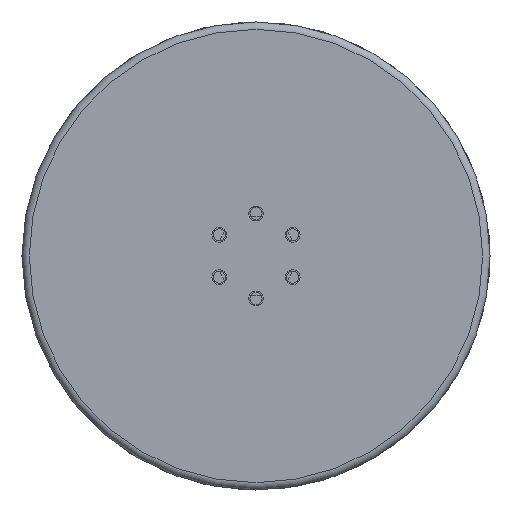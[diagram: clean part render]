
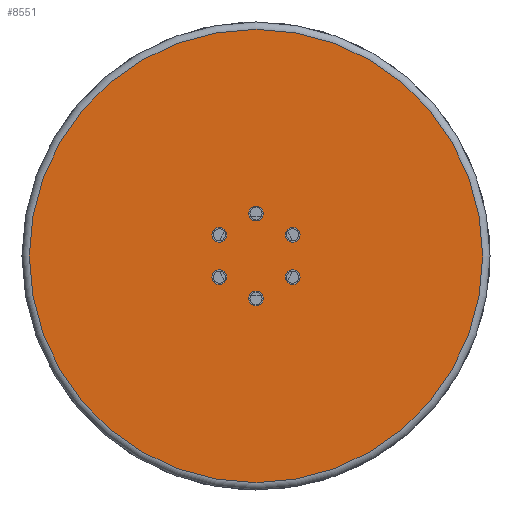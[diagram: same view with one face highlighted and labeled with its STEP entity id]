
A CAD part, front view. The second image highlights one B-rep face of the part: STEP entity #8551.
In plain terms, the highlighted planar face has unit normal (0, -1, 0).
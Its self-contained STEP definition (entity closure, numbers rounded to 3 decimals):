
#757=FACE_BOUND('',#2629,.T.);
#758=FACE_BOUND('',#2630,.T.);
#759=FACE_BOUND('',#2631,.T.);
#760=FACE_BOUND('',#2632,.T.);
#761=FACE_BOUND('',#2633,.T.);
#762=FACE_BOUND('',#2634,.T.);
#859=PLANE('',#9110);
#2173=FACE_OUTER_BOUND('',#2628,.T.);
#2628=EDGE_LOOP('',(#6048));
#2629=EDGE_LOOP('',(#6049));
#2630=EDGE_LOOP('',(#6050));
#2631=EDGE_LOOP('',(#6051));
#2632=EDGE_LOOP('',(#6052));
#2633=EDGE_LOOP('',(#6053));
#2634=EDGE_LOOP('',(#6054));
#3185=CIRCLE('',#9105,61.5);
#3189=CIRCLE('',#9111,2.);
#3190=CIRCLE('',#9112,2.);
#3191=CIRCLE('',#9113,2.);
#3192=CIRCLE('',#9114,2.);
#3193=CIRCLE('',#9115,2.);
#3194=CIRCLE('',#9116,2.);
#3802=VERTEX_POINT('',#13135);
#3805=VERTEX_POINT('',#13146);
#3806=VERTEX_POINT('',#13148);
#3807=VERTEX_POINT('',#13150);
#3808=VERTEX_POINT('',#13152);
#3809=VERTEX_POINT('',#13154);
#3810=VERTEX_POINT('',#13156);
#4712=EDGE_CURVE('',#3802,#3802,#3185,.T.);
#4717=EDGE_CURVE('',#3805,#3805,#3189,.T.);
#4718=EDGE_CURVE('',#3806,#3806,#3190,.T.);
#4719=EDGE_CURVE('',#3807,#3807,#3191,.T.);
#4720=EDGE_CURVE('',#3808,#3808,#3192,.T.);
#4721=EDGE_CURVE('',#3809,#3809,#3193,.T.);
#4722=EDGE_CURVE('',#3810,#3810,#3194,.T.);
#6048=ORIENTED_EDGE('',*,*,#4712,.F.);
#6049=ORIENTED_EDGE('',*,*,#4717,.F.);
#6050=ORIENTED_EDGE('',*,*,#4718,.F.);
#6051=ORIENTED_EDGE('',*,*,#4719,.F.);
#6052=ORIENTED_EDGE('',*,*,#4720,.F.);
#6053=ORIENTED_EDGE('',*,*,#4721,.F.);
#6054=ORIENTED_EDGE('',*,*,#4722,.F.);
#8551=ADVANCED_FACE('',(#2173,#757,#758,#759,#760,#761,#762),#859,.F.);
#9105=AXIS2_PLACEMENT_3D('',#13137,#10287,#10288);
#9110=AXIS2_PLACEMENT_3D('',#13145,#10298,#10299);
#9111=AXIS2_PLACEMENT_3D('',#13147,#10300,#10301);
#9112=AXIS2_PLACEMENT_3D('',#13149,#10302,#10303);
#9113=AXIS2_PLACEMENT_3D('',#13151,#10304,#10305);
#9114=AXIS2_PLACEMENT_3D('',#13153,#10306,#10307);
#9115=AXIS2_PLACEMENT_3D('',#13155,#10308,#10309);
#9116=AXIS2_PLACEMENT_3D('',#13157,#10310,#10311);
#10287=DIRECTION('center_axis',(0.,1.,0.));
#10288=DIRECTION('ref_axis',(1.,0.,0.));
#10298=DIRECTION('center_axis',(0.,1.,0.));
#10299=DIRECTION('ref_axis',(1.,0.,0.));
#10300=DIRECTION('center_axis',(0.,-1.,0.));
#10301=DIRECTION('ref_axis',(1.,0.,0.));
#10302=DIRECTION('center_axis',(0.,-1.,0.));
#10303=DIRECTION('ref_axis',(1.,0.,0.));
#10304=DIRECTION('center_axis',(0.,-1.,0.));
#10305=DIRECTION('ref_axis',(1.,0.,0.));
#10306=DIRECTION('center_axis',(0.,-1.,0.));
#10307=DIRECTION('ref_axis',(1.,0.,0.));
#10308=DIRECTION('center_axis',(0.,-1.,0.));
#10309=DIRECTION('ref_axis',(1.,0.,0.));
#10310=DIRECTION('center_axis',(0.,-1.,0.));
#10311=DIRECTION('ref_axis',(1.,0.,0.));
#13135=CARTESIAN_POINT('',(0.,112.5,-61.5));
#13137=CARTESIAN_POINT('Origin',(0.,112.5,0.));
#13145=CARTESIAN_POINT('Origin',(0.,112.5,0.));
#13146=CARTESIAN_POINT('',(-2.,112.5,11.5));
#13147=CARTESIAN_POINT('Origin',(0.,112.5,11.5));
#13148=CARTESIAN_POINT('',(-2.,112.5,-11.5));
#13149=CARTESIAN_POINT('Origin',(0.,112.5,-11.5));
#13150=CARTESIAN_POINT('',(-11.959,112.5,5.75));
#13151=CARTESIAN_POINT('Origin',(-9.959,112.5,5.75));
#13152=CARTESIAN_POINT('',(-11.959,112.5,-5.75));
#13153=CARTESIAN_POINT('Origin',(-9.959,112.5,-5.75));
#13154=CARTESIAN_POINT('',(7.959,112.5,-5.75));
#13155=CARTESIAN_POINT('Origin',(9.959,112.5,-5.75));
#13156=CARTESIAN_POINT('',(7.959,112.5,5.75));
#13157=CARTESIAN_POINT('Origin',(9.959,112.5,5.75));
